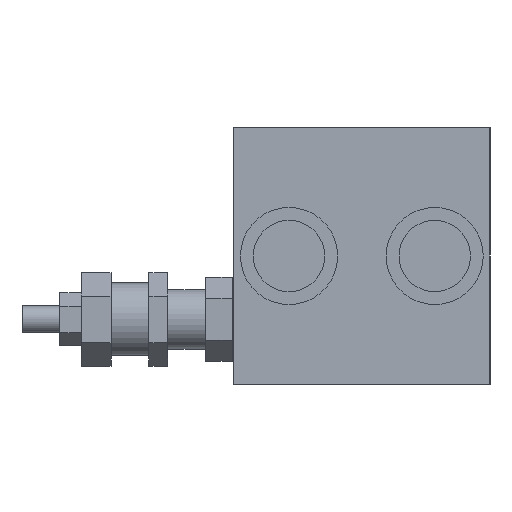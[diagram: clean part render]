
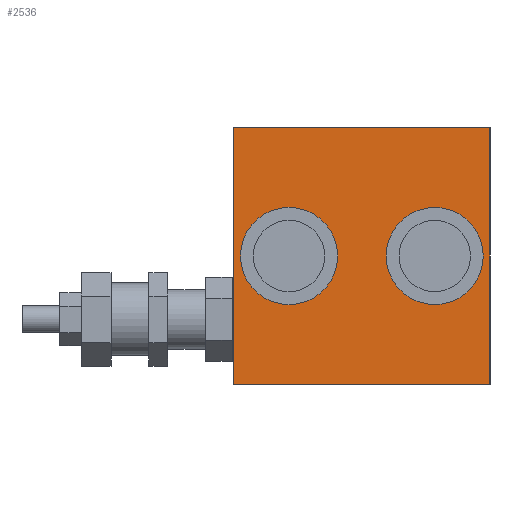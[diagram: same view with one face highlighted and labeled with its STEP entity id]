
A CAD part, left-side view. The second image highlights one B-rep face of the part: STEP entity #2536.
In plain terms, the highlighted planar face has unit normal (-1, 0, 0).
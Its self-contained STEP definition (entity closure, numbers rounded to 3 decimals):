
#1478 = VERTEX_POINT( '', #4382 );
#1520 = EDGE_CURVE( '', #3120, #1478, #4430, .T. );
#1612 = VERTEX_POINT( '', #4530 );
#1706 = EDGE_CURVE( '', #2558, #1844, #4637, .T. );
#1844 = VERTEX_POINT( '', #4792 );
#2064 = VERTEX_POINT( '', #5033 );
#2276 = EDGE_CURVE( '', #2866, #3912, #5275, .T. );
#2354 = EDGE_CURVE( '', #3912, #2866, #5416, .T. );
#2486 = EDGE_CURVE( '', #1612, #2558, #5568, .T. );
#2536 = ADVANCED_FACE( '', ( #5625, #5626, #5627 ), #5628, .F. );
#2558 = VERTEX_POINT( '', #5652 );
#2640 = EDGE_CURVE( '', #1612, #2064, #5741, .T. );
#2866 = VERTEX_POINT( '', #6012 );
#2880 = EDGE_CURVE( '', #1478, #3120, #6027, .T. );
#3120 = VERTEX_POINT( '', #6302 );
#3146 = EDGE_CURVE( '', #1844, #2064, #6332, .T. );
#3912 = VERTEX_POINT( '', #7178 );
#4382 = CARTESIAN_POINT( '', ( 1090., 2.5, 92.5 ) );
#4430 = CIRCLE( '', #7754, 18. );
#4530 = CARTESIAN_POINT( '', ( 1090., 95., 140. ) );
#4637 = LINE( '', #8024, #8025 );
#4792 = CARTESIAN_POINT( '', ( 1090., 0., 45. ) );
#5033 = CARTESIAN_POINT( '', ( 1090., 95., 45. ) );
#5275 = CIRCLE( '', #8854, 18. );
#5416 = CIRCLE( '', #9017, 18. );
#5568 = LINE( '', #9220, #9221 );
#5625 = FACE_BOUND( '', #9294, .T. );
#5626 = FACE_BOUND( '', #9295, .T. );
#5627 = FACE_OUTER_BOUND( '', #9296, .T. );
#5628 = PLANE( '', #9297 );
#5652 = CARTESIAN_POINT( '', ( 1090., 0., 140. ) );
#5741 = LINE( '', #9448, #9449 );
#6012 = CARTESIAN_POINT( '', ( 1090., 56.5, 92.5 ) );
#6027 = CIRCLE( '', #9822, 18. );
#6302 = CARTESIAN_POINT( '', ( 1090., 38.5, 92.5 ) );
#6332 = LINE( '', #10207, #10208 );
#7178 = CARTESIAN_POINT( '', ( 1090., 92.5, 92.5 ) );
#7754 = AXIS2_PLACEMENT_3D( '', #12029, #12030, #12031 );
#8024 = CARTESIAN_POINT( '', ( 1090., 0., 92.5 ) );
#8025 = VECTOR( '', #12283, 1. );
#8854 = AXIS2_PLACEMENT_3D( '', #13043, #13044, #13045 );
#9017 = AXIS2_PLACEMENT_3D( '', #13286, #13287, #13288 );
#9220 = CARTESIAN_POINT( '', ( 1090., 47.5, 140. ) );
#9221 = VECTOR( '', #13487, 1. );
#9294 = EDGE_LOOP( '', ( #13571, #13572 ) );
#9295 = EDGE_LOOP( '', ( #13573, #13574 ) );
#9296 = EDGE_LOOP( '', ( #13575, #13576, #13577, #13578 ) );
#9297 = AXIS2_PLACEMENT_3D( '', #13579, #13580, #13581 );
#9448 = CARTESIAN_POINT( '', ( 1090., 95., 92.5 ) );
#9449 = VECTOR( '', #13705, 1. );
#9822 = AXIS2_PLACEMENT_3D( '', #14071, #14072, #14073 );
#10207 = CARTESIAN_POINT( '', ( 1090., 47.5, 45. ) );
#10208 = VECTOR( '', #14469, 1. );
#12029 = CARTESIAN_POINT( '', ( 1090., 20.5, 92.5 ) );
#12030 = DIRECTION( '', ( 1., 0., 0. ) );
#12031 = DIRECTION( '', ( 0., 1., 0. ) );
#12283 = DIRECTION( '', ( 0., 0., -1. ) );
#13043 = CARTESIAN_POINT( '', ( 1090., 74.5, 92.5 ) );
#13044 = DIRECTION( '', ( 1., 0., 0. ) );
#13045 = DIRECTION( '', ( 0., 1., 0. ) );
#13286 = CARTESIAN_POINT( '', ( 1090., 74.5, 92.5 ) );
#13287 = DIRECTION( '', ( 1., 0., 0. ) );
#13288 = DIRECTION( '', ( 0., 1., 0. ) );
#13487 = DIRECTION( '', ( 0., -1., 0. ) );
#13571 = ORIENTED_EDGE( '', *, *, #1520, .T. );
#13572 = ORIENTED_EDGE( '', *, *, #2880, .T. );
#13573 = ORIENTED_EDGE( '', *, *, #2354, .T. );
#13574 = ORIENTED_EDGE( '', *, *, #2276, .T. );
#13575 = ORIENTED_EDGE( '', *, *, #2640, .T. );
#13576 = ORIENTED_EDGE( '', *, *, #3146, .F. );
#13577 = ORIENTED_EDGE( '', *, *, #1706, .F. );
#13578 = ORIENTED_EDGE( '', *, *, #2486, .F. );
#13579 = CARTESIAN_POINT( '', ( 1090., 47.5, 92.5 ) );
#13580 = DIRECTION( '', ( 1., 0., 0. ) );
#13581 = DIRECTION( '', ( 0., 0., -1. ) );
#13705 = DIRECTION( '', ( 0., 0., -1. ) );
#14071 = CARTESIAN_POINT( '', ( 1090., 20.5, 92.5 ) );
#14072 = DIRECTION( '', ( 1., 0., 0. ) );
#14073 = DIRECTION( '', ( 0., 1., 0. ) );
#14469 = DIRECTION( '', ( 0., 1., 0. ) );
